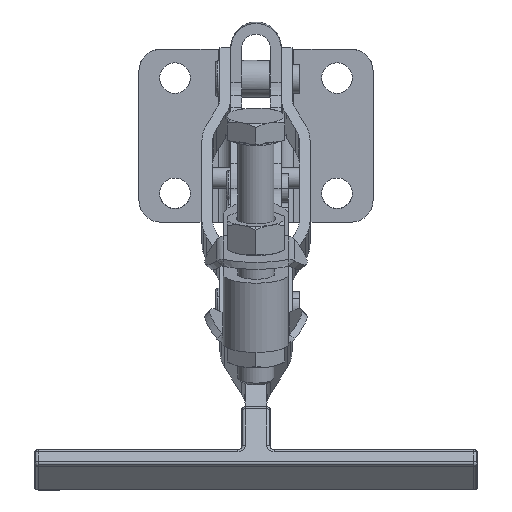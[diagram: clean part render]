
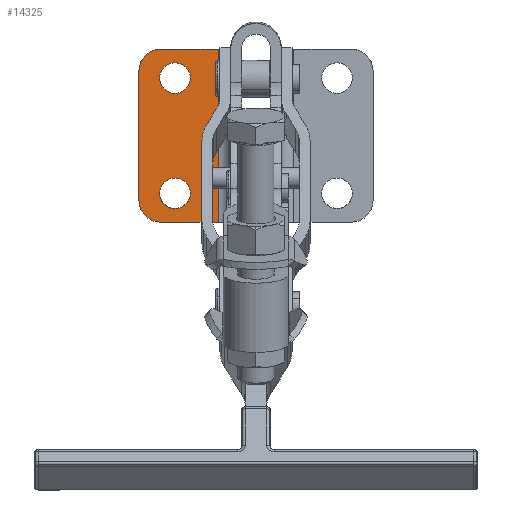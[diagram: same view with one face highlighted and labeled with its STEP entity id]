
A CAD part, left-side view. The second image highlights one B-rep face of the part: STEP entity #14325.
In plain terms, the highlighted planar face has unit normal (-1, 0, -0.013).
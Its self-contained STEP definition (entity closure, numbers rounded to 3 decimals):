
#11598=CARTESIAN_POINT('',(-56.289,-30.514,-158.324));
#11599=VERTEX_POINT('',#11598);
#11608=CARTESIAN_POINT('',(-56.396,-30.514,-149.824));
#11609=VERTEX_POINT('',#11608);
#11610=CARTESIAN_POINT('',(-56.342,-30.514,-154.074));
#11611=DIRECTION('',(1.,0.,0.013));
#11612=DIRECTION('',(0.013,0.,-1.));
#11613=AXIS2_PLACEMENT_3D('',#11610,#11611,#11612);
#11614=CIRCLE('',#11613,4.25);
#11615=EDGE_CURVE('',#11609,#11599,#11614,.T.);
#11724=CARTESIAN_POINT('',(-55.889,-30.514,-190.321));
#11725=VERTEX_POINT('',#11724);
#11734=CARTESIAN_POINT('',(-55.996,-30.514,-181.822));
#11735=VERTEX_POINT('',#11734);
#11736=CARTESIAN_POINT('',(-55.942,-30.514,-186.072));
#11737=DIRECTION('',(1.,0.,0.013));
#11738=DIRECTION('',(0.013,0.,-1.));
#11739=AXIS2_PLACEMENT_3D('',#11736,#11737,#11738);
#11740=CIRCLE('',#11739,4.25);
#11741=EDGE_CURVE('',#11735,#11725,#11740,.T.);
#12656=CARTESIAN_POINT('',(-55.864,-22.293,-192.314));
#12657=VERTEX_POINT('',#12656);
#12673=CARTESIAN_POINT('',(-55.842,-26.536,-194.071));
#12674=VERTEX_POINT('',#12673);
#12681=CARTESIAN_POINT('',(-55.917,-26.536,-188.071));
#12682=DIRECTION('',(1.,0.,0.013));
#12683=DIRECTION('',(0.009,0.707,-0.707));
#12684=AXIS2_PLACEMENT_3D('',#12681,#12682,#12683);
#12685=CIRCLE('',#12684,6.);
#12686=EDGE_CURVE('',#12674,#12657,#12685,.T.);
#12696=CARTESIAN_POINT('',(-56.421,-22.293,-147.832));
#12697=VERTEX_POINT('',#12696);
#12706=CARTESIAN_POINT('',(-56.443,-26.536,-146.075));
#12707=VERTEX_POINT('',#12706);
#12708=CARTESIAN_POINT('',(-56.368,-26.536,-152.074));
#12709=DIRECTION('',(1.,0.,0.013));
#12710=DIRECTION('',(-0.009,0.707,0.707));
#12711=AXIS2_PLACEMENT_3D('',#12708,#12709,#12710);
#12712=CIRCLE('',#12711,6.);
#12713=EDGE_CURVE('',#12697,#12707,#12712,.T.);
#14080=CARTESIAN_POINT('',(-56.443,-42.514,-146.075));
#14081=VERTEX_POINT('',#14080);
#14089=CARTESIAN_POINT('',(-55.842,-42.514,-194.071));
#14090=VERTEX_POINT('',#14089);
#14091=CARTESIAN_POINT('',(-55.842,-42.514,-194.071));
#14092=DIRECTION('',(-0.013,0.,1.));
#14093=VECTOR('',#14092,48.);
#14094=LINE('',#14091,#14093);
#14095=EDGE_CURVE('',#14090,#14081,#14094,.T.);
#14245=CARTESIAN_POINT('',(-56.443,-42.514,-146.075));
#14246=DIRECTION('',(0.0,1.0,0.0));
#14247=VECTOR('',#14246,15.978);
#14248=LINE('',#14245,#14247);
#14249=EDGE_CURVE('',#14081,#12707,#14248,.T.);
#14264=CARTESIAN_POINT('',(-56.555,-62.061,-137.075));
#14265=DIRECTION('',(-1.,0.,-0.013));
#14266=DIRECTION('',(0.013,0.,-1.));
#14267=AXIS2_PLACEMENT_3D('',#14264,#14265,#14266);
#14268=PLANE('',#14267);
#14269=ORIENTED_EDGE('',*,*,#14095,.T.);
#14270=ORIENTED_EDGE('',*,*,#14249,.T.);
#14271=ORIENTED_EDGE('',*,*,#12713,.F.);
#14272=CARTESIAN_POINT('',(-56.368,-20.536,-152.074));
#14273=VERTEX_POINT('',#14272);
#14274=CARTESIAN_POINT('',(-56.368,-26.536,-152.074));
#14275=DIRECTION('',(1.,0.,0.013));
#14276=DIRECTION('',(-0.009,0.707,0.707));
#14277=AXIS2_PLACEMENT_3D('',#14274,#14275,#14276);
#14278=CIRCLE('',#14277,6.);
#14279=EDGE_CURVE('',#14273,#12697,#14278,.T.);
#14280=ORIENTED_EDGE('',*,*,#14279,.F.);
#14281=CARTESIAN_POINT('',(-55.917,-20.536,-188.071));
#14282=VERTEX_POINT('',#14281);
#14283=CARTESIAN_POINT('',(-55.917,-20.536,-188.071));
#14284=DIRECTION('',(-0.013,0.,1.));
#14285=VECTOR('',#14284,36.0);
#14286=LINE('',#14283,#14285);
#14287=EDGE_CURVE('',#14282,#14273,#14286,.T.);
#14288=ORIENTED_EDGE('',*,*,#14287,.F.);
#14289=CARTESIAN_POINT('',(-55.917,-26.536,-188.071));
#14290=DIRECTION('',(1.,0.,0.013));
#14291=DIRECTION('',(0.009,0.707,-0.707));
#14292=AXIS2_PLACEMENT_3D('',#14289,#14290,#14291);
#14293=CIRCLE('',#14292,6.);
#14294=EDGE_CURVE('',#12657,#14282,#14293,.T.);
#14295=ORIENTED_EDGE('',*,*,#14294,.F.);
#14296=ORIENTED_EDGE('',*,*,#12686,.F.);
#14297=CARTESIAN_POINT('',(-55.842,-42.514,-194.071));
#14298=DIRECTION('',(0.0,1.0,0.0));
#14299=VECTOR('',#14298,15.978);
#14300=LINE('',#14297,#14299);
#14301=EDGE_CURVE('',#14090,#12674,#14300,.T.);
#14302=ORIENTED_EDGE('',*,*,#14301,.F.);
#14303=EDGE_LOOP('',(#14269,#14270,#14271,#14280,#14288,#14295,#14296,#14302));
#14304=FACE_OUTER_BOUND('',#14303,.T.);
#14305=ORIENTED_EDGE('',*,*,#11615,.T.);
#14306=CARTESIAN_POINT('',(-56.342,-30.514,-154.074));
#14307=DIRECTION('',(1.,0.,0.013));
#14308=DIRECTION('',(0.013,0.,-1.));
#14309=AXIS2_PLACEMENT_3D('',#14306,#14307,#14308);
#14310=CIRCLE('',#14309,4.25);
#14311=EDGE_CURVE('',#11599,#11609,#14310,.T.);
#14312=ORIENTED_EDGE('',*,*,#14311,.T.);
#14313=EDGE_LOOP('',(#14305,#14312));
#14314=FACE_BOUND('',#14313,.T.);
#14315=ORIENTED_EDGE('',*,*,#11741,.T.);
#14316=CARTESIAN_POINT('',(-55.942,-30.514,-186.072));
#14317=DIRECTION('',(1.,0.,0.013));
#14318=DIRECTION('',(0.013,0.,-1.));
#14319=AXIS2_PLACEMENT_3D('',#14316,#14317,#14318);
#14320=CIRCLE('',#14319,4.25);
#14321=EDGE_CURVE('',#11725,#11735,#14320,.T.);
#14322=ORIENTED_EDGE('',*,*,#14321,.T.);
#14323=EDGE_LOOP('',(#14315,#14322));
#14324=FACE_BOUND('',#14323,.T.);
#14325=ADVANCED_FACE('',(#14304,#14314,#14324),#14268,.T.);
